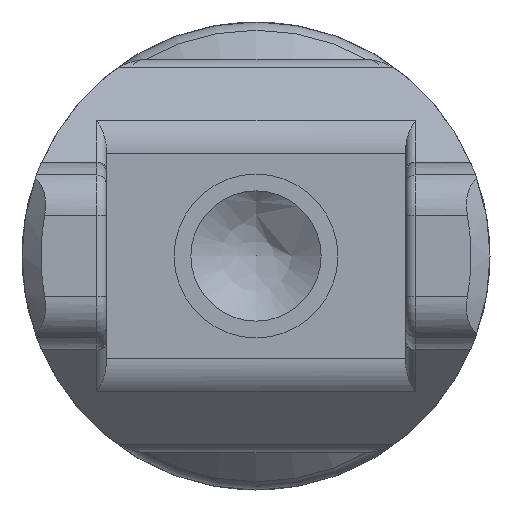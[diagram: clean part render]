
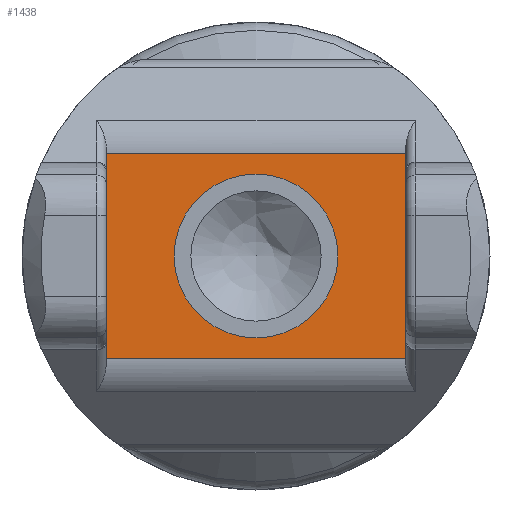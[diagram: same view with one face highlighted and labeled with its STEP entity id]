
A CAD part, front view. The second image highlights one B-rep face of the part: STEP entity #1438.
In plain terms, the highlighted planar face has unit normal (0, -1, 0).
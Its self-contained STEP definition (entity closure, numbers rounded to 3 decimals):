
#24=FACE_BOUND('',#213,.T.);
#57=PLANE('',#1600);
#124=FACE_OUTER_BOUND('',#212,.T.);
#212=EDGE_LOOP('',(#1149,#1150,#1151,#1152));
#213=EDGE_LOOP('',(#1153));
#310=LINE('',#2313,#393);
#312=LINE('',#2340,#395);
#339=LINE('',#2555,#422);
#340=LINE('',#2557,#423);
#393=VECTOR('',#1769,10.);
#395=VECTOR('',#1783,10.);
#422=VECTOR('',#1942,10.);
#423=VECTOR('',#1945,10.);
#509=CIRCLE('',#1601,8.75);
#595=VERTEX_POINT('',#2310);
#596=VERTEX_POINT('',#2312);
#599=VERTEX_POINT('',#2337);
#600=VERTEX_POINT('',#2339);
#643=VERTEX_POINT('',#2558);
#749=EDGE_CURVE('',#595,#596,#310,.T.);
#756=EDGE_CURVE('',#599,#600,#312,.T.);
#832=EDGE_CURVE('',#600,#595,#339,.T.);
#833=EDGE_CURVE('',#596,#599,#340,.T.);
#834=EDGE_CURVE('',#643,#643,#509,.T.);
#1149=ORIENTED_EDGE('',*,*,#832,.F.);
#1150=ORIENTED_EDGE('',*,*,#756,.F.);
#1151=ORIENTED_EDGE('',*,*,#833,.F.);
#1152=ORIENTED_EDGE('',*,*,#749,.F.);
#1153=ORIENTED_EDGE('',*,*,#834,.F.);
#1438=ADVANCED_FACE('',(#124,#24),#57,.F.);
#1600=AXIS2_PLACEMENT_3D('',#2556,#1943,#1944);
#1601=AXIS2_PLACEMENT_3D('',#2559,#1946,#1947);
#1769=DIRECTION('',(0.,0.,1.));
#1783=DIRECTION('',(0.,0.,-1.));
#1942=DIRECTION('',(-1.,0.,0.));
#1943=DIRECTION('center_axis',(0.,1.,0.));
#1944=DIRECTION('ref_axis',(0.,0.,1.));
#1945=DIRECTION('',(1.,0.,0.));
#1946=DIRECTION('center_axis',(0.,-1.,0.));
#1947=DIRECTION('ref_axis',(-1.,0.,0.));
#2310=CARTESIAN_POINT('',(-16.003,-102.5,-10.929));
#2312=CARTESIAN_POINT('',(-16.003,-102.5,10.929));
#2313=CARTESIAN_POINT('',(-16.003,-102.5,27.159));
#2337=CARTESIAN_POINT('',(16.003,-102.5,10.929));
#2339=CARTESIAN_POINT('',(16.003,-102.5,-10.929));
#2340=CARTESIAN_POINT('',(16.003,-102.5,-27.159));
#2555=CARTESIAN_POINT('',(0.,-102.5,-10.929));
#2556=CARTESIAN_POINT('Origin',(0.,-102.5,0.));
#2557=CARTESIAN_POINT('',(0.,-102.5,10.929));
#2558=CARTESIAN_POINT('',(8.75,-102.5,0.));
#2559=CARTESIAN_POINT('Origin',(0.,-102.5,0.));
